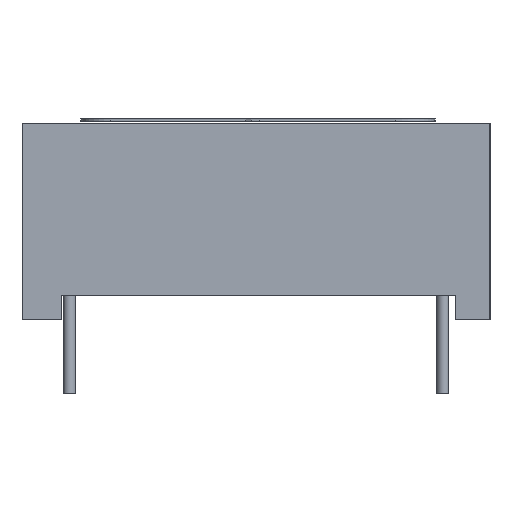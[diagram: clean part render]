
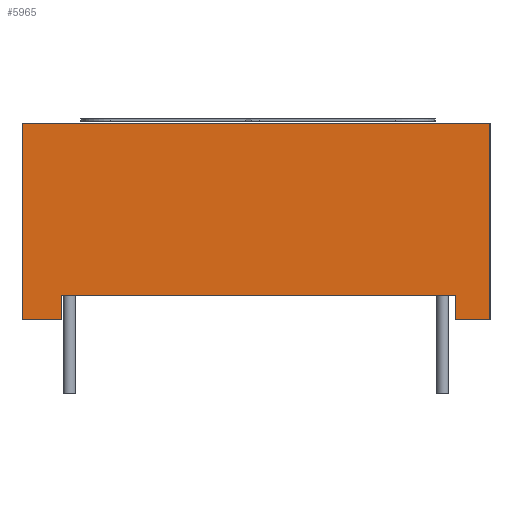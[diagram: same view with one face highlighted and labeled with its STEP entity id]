
A CAD part, left-side view. The second image highlights one B-rep face of the part: STEP entity #5965.
In plain terms, the highlighted planar face has unit normal (-1, 0, 0).
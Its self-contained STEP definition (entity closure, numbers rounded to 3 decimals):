
#5869 = VERTEX_POINT('',#5870);
#5870 = CARTESIAN_POINT('',(-25.6,-9.55,8.));
#5917 = VERTEX_POINT('',#5918);
#5918 = CARTESIAN_POINT('',(-25.6,-9.55,0.));
#5924 = EDGE_CURVE('',#5917,#5869,#5925,.T.);
#5925 = LINE('',#5926,#5927);
#5926 = CARTESIAN_POINT('',(-25.6,-9.55,0.));
#5927 = VECTOR('',#5928,1.);
#5928 = DIRECTION('',(0.,0.,1.));
#5948 = VERTEX_POINT('',#5949);
#5949 = CARTESIAN_POINT('',(-25.6,9.55,8.));
#5955 = EDGE_CURVE('',#5869,#5948,#5956,.T.);
#5956 = LINE('',#5957,#5958);
#5957 = CARTESIAN_POINT('',(-25.6,-9.55,8.));
#5958 = VECTOR('',#5959,1.);
#5959 = DIRECTION('',(0.,1.,0.));
#5965 = ADVANCED_FACE('',(#5966),#6016,.T.);
#5966 = FACE_BOUND('',#5967,.T.);
#5967 = EDGE_LOOP('',(#5968,#5976,#5977,#5978,#5986,#5994,#6002,#6010));
#5968 = ORIENTED_EDGE('',*,*,#5969,.F.);
#5969 = EDGE_CURVE('',#5917,#5970,#5972,.T.);
#5970 = VERTEX_POINT('',#5971);
#5971 = CARTESIAN_POINT('',(-25.6,-8.15,0.));
#5972 = LINE('',#5973,#5974);
#5973 = CARTESIAN_POINT('',(-25.6,-9.55,0.));
#5974 = VECTOR('',#5975,1.);
#5975 = DIRECTION('',(0.,1.,0.));
#5976 = ORIENTED_EDGE('',*,*,#5924,.T.);
#5977 = ORIENTED_EDGE('',*,*,#5955,.T.);
#5978 = ORIENTED_EDGE('',*,*,#5979,.F.);
#5979 = EDGE_CURVE('',#5980,#5948,#5982,.T.);
#5980 = VERTEX_POINT('',#5981);
#5981 = CARTESIAN_POINT('',(-25.6,9.55,0.));
#5982 = LINE('',#5983,#5984);
#5983 = CARTESIAN_POINT('',(-25.6,9.55,0.));
#5984 = VECTOR('',#5985,1.);
#5985 = DIRECTION('',(0.,0.,1.));
#5986 = ORIENTED_EDGE('',*,*,#5987,.F.);
#5987 = EDGE_CURVE('',#5988,#5980,#5990,.T.);
#5988 = VERTEX_POINT('',#5989);
#5989 = CARTESIAN_POINT('',(-25.6,7.95,0.));
#5990 = LINE('',#5991,#5992);
#5991 = CARTESIAN_POINT('',(-25.6,-9.55,0.));
#5992 = VECTOR('',#5993,1.);
#5993 = DIRECTION('',(0.,1.,0.));
#5994 = ORIENTED_EDGE('',*,*,#5995,.T.);
#5995 = EDGE_CURVE('',#5988,#5996,#5998,.T.);
#5996 = VERTEX_POINT('',#5997);
#5997 = CARTESIAN_POINT('',(-25.6,7.95,1.));
#5998 = LINE('',#5999,#6000);
#5999 = CARTESIAN_POINT('',(-25.6,7.95,0.));
#6000 = VECTOR('',#6001,1.);
#6001 = DIRECTION('',(0.,0.,1.));
#6002 = ORIENTED_EDGE('',*,*,#6003,.F.);
#6003 = EDGE_CURVE('',#6004,#5996,#6006,.T.);
#6004 = VERTEX_POINT('',#6005);
#6005 = CARTESIAN_POINT('',(-25.6,-8.15,1.));
#6006 = LINE('',#6007,#6008);
#6007 = CARTESIAN_POINT('',(-25.6,-8.15,1.));
#6008 = VECTOR('',#6009,1.);
#6009 = DIRECTION('',(0.,1.,0.));
#6010 = ORIENTED_EDGE('',*,*,#6011,.F.);
#6011 = EDGE_CURVE('',#5970,#6004,#6012,.T.);
#6012 = LINE('',#6013,#6014);
#6013 = CARTESIAN_POINT('',(-25.6,-8.15,0.));
#6014 = VECTOR('',#6015,1.);
#6015 = DIRECTION('',(0.,0.,1.));
#6016 = PLANE('',#6017);
#6017 = AXIS2_PLACEMENT_3D('',#6018,#6019,#6020);
#6018 = CARTESIAN_POINT('',(-25.6,-9.55,0.));
#6019 = DIRECTION('',(-1.,0.,0.));
#6020 = DIRECTION('',(0.,0.,1.));
